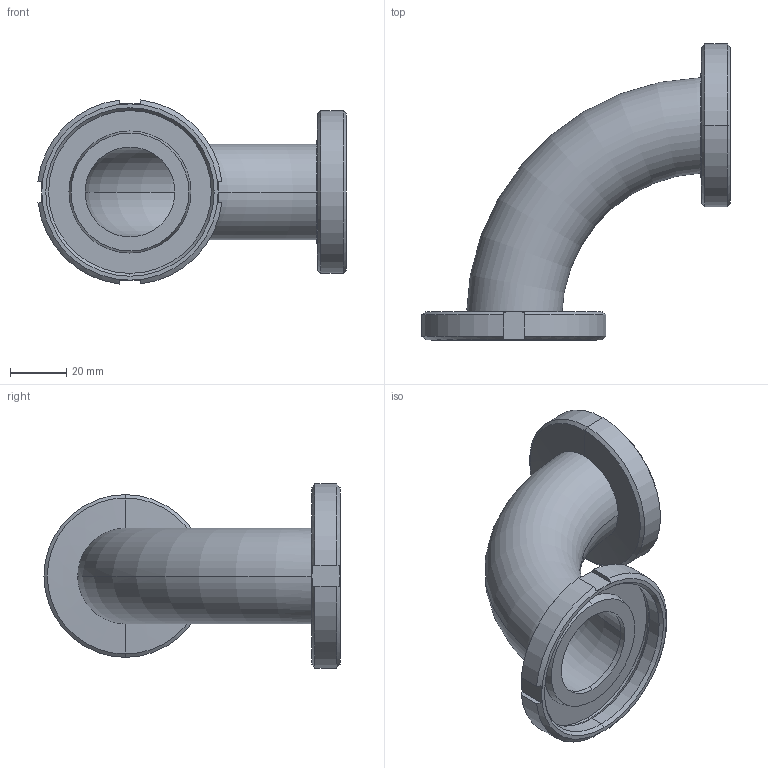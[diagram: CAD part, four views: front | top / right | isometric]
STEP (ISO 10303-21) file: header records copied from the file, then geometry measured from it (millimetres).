
FILE_DESCRIPTION (( 'STEP AP203' ), '1' );
FILE_NAME ('3D_M3007_DN32_174784345.STEP', '2024-11-22T11:16:28', ( '' ), ( '' ), 'SwSTEP 2.0', 'SolidWorks 2023', '' );
FILE_SCHEMA (( 'CONFIG_CONTROL_DESIGN' ));
Length unit declared in the file: millimetre
Products named in the file (1): 3D_M3007_DN32_174784345
Bounding box: 109.79 x 105.49 x 65.58 mm (x, y, z)
Volume: 30062.8 mm3; surface area: 39107.2 mm2
Topology: 2 solids, 2 shells, 66 faces, 152 edges, 94 vertices
Faces by surface type: cone 26, plane 20, cylinder 16, torus 4
Entity records: 2169 total; most frequent: CARTESIAN_POINT 607, DIRECTION 316, ORIENTED_EDGE 304, EDGE_CURVE 152, AXIS2_PLACEMENT_3D 135, VERTEX_POINT 94, EDGE_LOOP 74, CIRCLE 68
